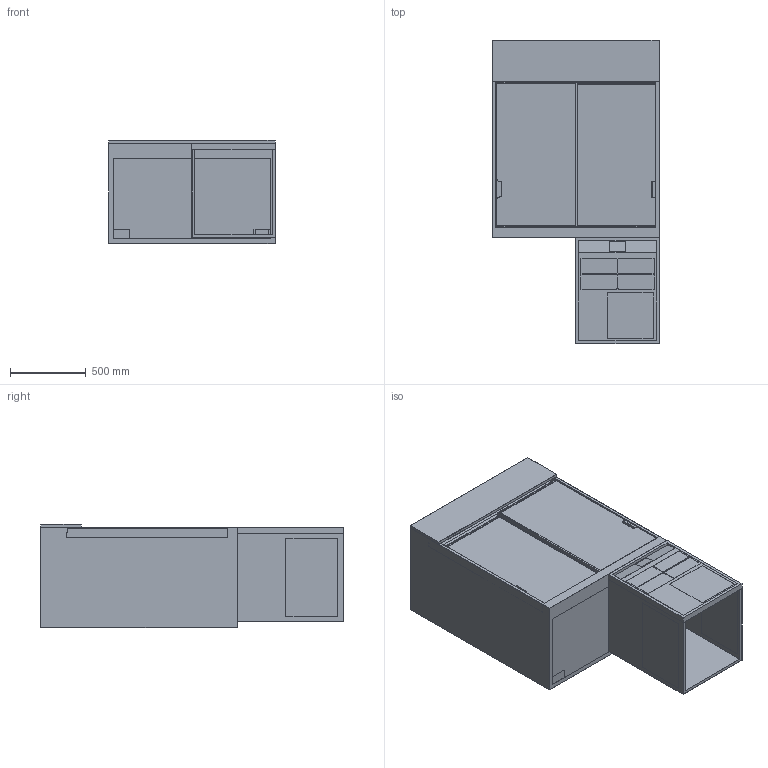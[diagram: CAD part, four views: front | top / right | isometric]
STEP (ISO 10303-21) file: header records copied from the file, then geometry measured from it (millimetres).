
FILE_DESCRIPTION (( 'STEP AP214' ), '1' );
FILE_NAME ('KKV-S-110-E-Propan.step', '2024-11-06T13:33:28', ( '' ), ( '' ), 'SwSTEP 2.0', 'SolidWorks 2023', '' );
FILE_SCHEMA (( 'AUTOMOTIVE_DESIGN' ));
Length unit declared in the file: millimetre
Products named in the file (6): 19-10-41775_S-FKV-BR-TUER-1100-1300-R; KKV-S-110-E-Propan; 19-10-41790_BORD-1100-660; 19-10-41775_S-FKV-BR-TUER-1100-1300-L; 24-11-56128; 19-10-41780_S-FKV-Z-FKV-110 Korpus
Assembly tree (6 placements, depth 2):
  KKV-S-110-E-Propan
    19-10-41780_S-FKV-Z-FKV-110 Korpus
    19-10-41775_S-FKV-BR-TUER-1100-1300-L
    19-10-41775_S-FKV-BR-TUER-1100-1300-R
    24-11-56128
    19-10-41790_BORD-1100-660  x2
Bounding box: 1102 x 2000 x 680 mm (x, y, z)
Volume: 271036687.4 mm3; surface area: 19993847.3 mm2
Topology: 18 solids, 18 shells, 454 faces, 1121 edges, 680 vertices
Faces by surface type: plane 290, cylinder 124, sphere 36, bspline 2, torus 2
Entity records: 12607 total; most frequent: CARTESIAN_POINT 2236, DIRECTION 2089, ORIENTED_EDGE 2054, EDGE_CURVE 1027, LINE 797, VECTOR 797, AXIS2_PLACEMENT_3D 646, VERTEX_POINT 641
